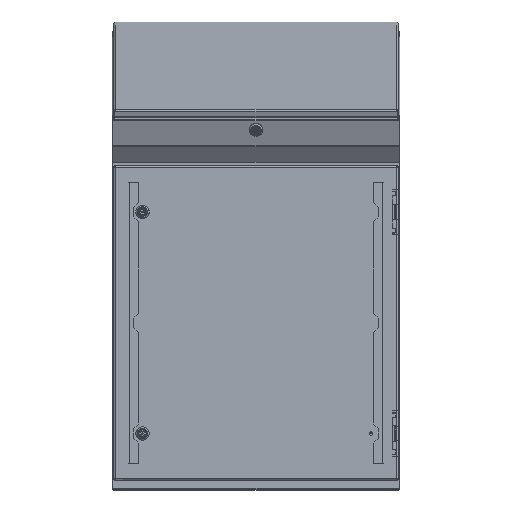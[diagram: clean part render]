
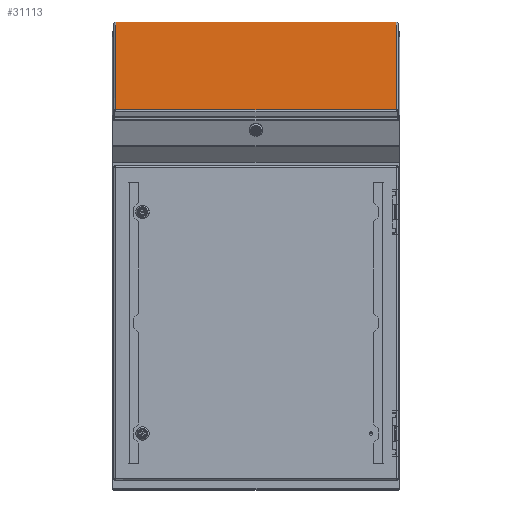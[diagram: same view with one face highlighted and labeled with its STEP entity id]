
A CAD part, top view. The second image highlights one B-rep face of the part: STEP entity #31113.
In plain terms, the highlighted face is planar.
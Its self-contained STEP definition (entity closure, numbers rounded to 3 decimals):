
#316 = DIRECTION ( 'NONE',  ( 0., 0., -1. ) ) ;
#3120 = EDGE_CURVE ( 'NONE', #97741, #35972, #53571, .T. ) ;
#18400 = CARTESIAN_POINT ( 'NONE',  ( -293., 0., -255.5 ) ) ;
#23192 = VECTOR ( 'NONE', #98220, 1000. ) ;
#23784 = CARTESIAN_POINT ( 'NONE',  ( 293., 0., -255.5 ) ) ;
#23822 = CARTESIAN_POINT ( 'NONE',  ( 293., 0., 255.5 ) ) ;
#30731 = ORIENTED_EDGE ( 'NONE', *, *, #37265, .T. ) ;
#31113 = ADVANCED_FACE ( 'NONE', ( #108503 ), #83735, .F. ) ;
#35972 = VERTEX_POINT ( 'NONE', #114414 ) ;
#37265 = EDGE_CURVE ( 'NONE', #120050, #117662, #102771, .T. ) ;
#38164 = AXIS2_PLACEMENT_3D ( 'NONE', #103525, #75651, #316 ) ;
#39106 = ORIENTED_EDGE ( 'NONE', *, *, #81124, .T. ) ;
#40503 = LINE ( 'NONE', #23784, #76690 ) ;
#53571 = LINE ( 'NONE', #72371, #81097 ) ;
#54097 = ORIENTED_EDGE ( 'NONE', *, *, #3120, .T. ) ;
#56908 = EDGE_CURVE ( 'NONE', #117662, #97741, #108612, .T. ) ;
#59405 = VECTOR ( 'NONE', #72914, 1000. ) ;
#67830 = CARTESIAN_POINT ( 'NONE',  ( -293., 0., 255.5 ) ) ;
#68725 = EDGE_LOOP ( 'NONE', ( #39106, #30731, #69505, #54097 ) ) ;
#69505 = ORIENTED_EDGE ( 'NONE', *, *, #56908, .T. ) ;
#72371 = CARTESIAN_POINT ( 'NONE',  ( 293., 0., 257.146 ) ) ;
#72914 = DIRECTION ( 'NONE',  ( 0., 0., 1. ) ) ;
#75651 = DIRECTION ( 'NONE',  ( 0., -1., 0. ) ) ;
#76690 = VECTOR ( 'NONE', #114833, 1000. ) ;
#79696 = CARTESIAN_POINT ( 'NONE',  ( -294.646, 0., 255.5 ) ) ;
#81097 = VECTOR ( 'NONE', #90960, 1000. ) ;
#81124 = EDGE_CURVE ( 'NONE', #35972, #120050, #40503, .T. ) ;
#83735 = PLANE ( 'NONE',  #38164 ) ;
#90960 = DIRECTION ( 'NONE',  ( 0., 0., -1. ) ) ;
#93257 = CARTESIAN_POINT ( 'NONE',  ( -293., 0., -259.5 ) ) ;
#97741 = VERTEX_POINT ( 'NONE', #23822 ) ;
#98220 = DIRECTION ( 'NONE',  ( 1., 0., 0. ) ) ;
#102771 = LINE ( 'NONE', #93257, #59405 ) ;
#103525 = CARTESIAN_POINT ( 'NONE',  ( 297., 0., -259.5 ) ) ;
#108503 = FACE_OUTER_BOUND ( 'NONE', #68725, .T. ) ;
#108612 = LINE ( 'NONE', #79696, #23192 ) ;
#114414 = CARTESIAN_POINT ( 'NONE',  ( 293., 0., -255.5 ) ) ;
#114833 = DIRECTION ( 'NONE',  ( -1., 0., 0. ) ) ;
#117662 = VERTEX_POINT ( 'NONE', #67830 ) ;
#120050 = VERTEX_POINT ( 'NONE', #18400 ) ;
